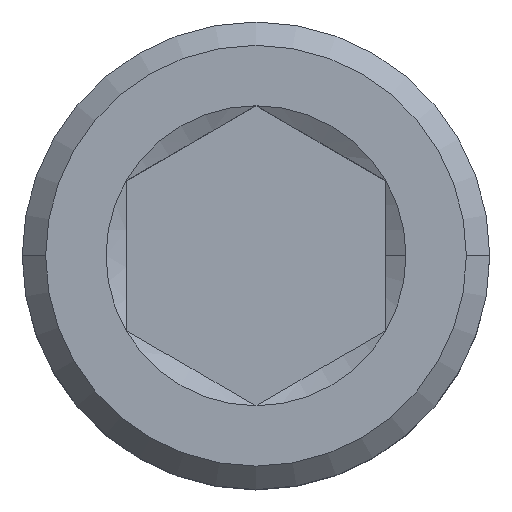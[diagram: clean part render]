
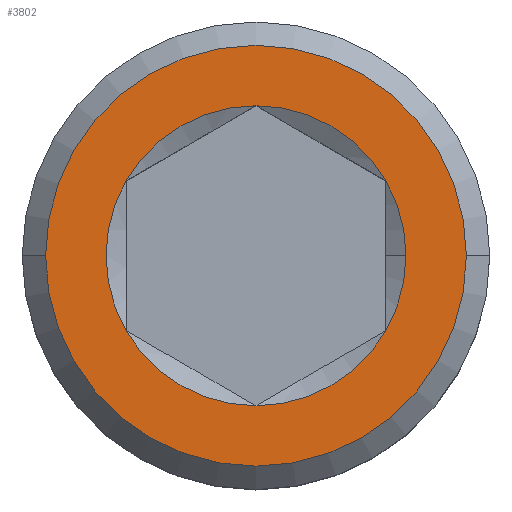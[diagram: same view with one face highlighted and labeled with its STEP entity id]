
A CAD part, top view. The second image highlights one B-rep face of the part: STEP entity #3802.
In plain terms, the highlighted planar face has unit normal (0, 0, 1).
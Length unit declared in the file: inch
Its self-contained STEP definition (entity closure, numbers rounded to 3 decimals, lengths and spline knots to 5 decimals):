
#16 = DIRECTION ( 'NONE',  ( 0., 0., 1. ) ) ;
#75 = CARTESIAN_POINT ( 'NONE',  ( 0.04511, 0., 0.293 ) ) ;
#177 = FACE_OUTER_BOUND ( 'NONE', #1696, .T. ) ;
#254 = CIRCLE ( 'NONE', #1229, 0.06328 ) ;
#355 = VERTEX_POINT ( 'NONE', #5842 ) ;
#456 = EDGE_CURVE ( 'NONE', #4487, #2907, #2863, .T. ) ;
#489 = ORIENTED_EDGE ( 'NONE', *, *, #2107, .F. ) ;
#599 = CARTESIAN_POINT ( 'NONE',  ( -0.06328, 0., 0.293 ) ) ;
#660 = EDGE_CURVE ( 'NONE', #6187, #2219, #5544, .T. ) ;
#663 = DIRECTION ( 'NONE',  ( 1., 0., 0. ) ) ;
#672 = CARTESIAN_POINT ( 'NONE',  ( 0., 0., 0.293 ) ) ;
#788 = CARTESIAN_POINT ( 'NONE',  ( 0.03906, -0.02255, 0.293 ) ) ;
#851 = DIRECTION ( 'NONE',  ( 0., 0., 1. ) ) ;
#858 = CARTESIAN_POINT ( 'NONE',  ( 0., 0., 0.293 ) ) ;
#984 = AXIS2_PLACEMENT_3D ( 'NONE', #5293, #2018, #5768 ) ;
#1031 = AXIS2_PLACEMENT_3D ( 'NONE', #5545, #4488, #2168 ) ;
#1108 = CARTESIAN_POINT ( 'NONE',  ( 0., 0., 0.293 ) ) ;
#1112 = ORIENTED_EDGE ( 'NONE', *, *, #3661, .F. ) ;
#1229 = AXIS2_PLACEMENT_3D ( 'NONE', #4492, #2154, #663 ) ;
#1344 = EDGE_CURVE ( 'NONE', #1557, #3683, #2109, .T. ) ;
#1364 = CARTESIAN_POINT ( 'NONE',  ( 0.06328, 0., 0.293 ) ) ;
#1396 = ORIENTED_EDGE ( 'NONE', *, *, #660, .F. ) ;
#1495 = DIRECTION ( 'NONE',  ( 0., 0., 1. ) ) ;
#1554 = DIRECTION ( 'NONE',  ( 1., 0., 0. ) ) ;
#1557 = VERTEX_POINT ( 'NONE', #5015 ) ;
#1606 = DIRECTION ( 'NONE',  ( 0., 0., 1. ) ) ;
#1676 = PLANE ( 'NONE',  #1031 ) ;
#1696 = EDGE_LOOP ( 'NONE', ( #6199, #3720 ) ) ;
#2018 = DIRECTION ( 'NONE',  ( 0., 0., 1. ) ) ;
#2107 = EDGE_CURVE ( 'NONE', #3683, #6187, #4197, .T. ) ;
#2109 = CIRCLE ( 'NONE', #3671, 0.04511 ) ;
#2110 = AXIS2_PLACEMENT_3D ( 'NONE', #2250, #851, #4216 ) ;
#2137 = VERTEX_POINT ( 'NONE', #3736 ) ;
#2143 = DIRECTION ( 'NONE',  ( 1., 0., 0. ) ) ;
#2154 = DIRECTION ( 'NONE',  ( 0., 0., 1. ) ) ;
#2168 = DIRECTION ( 'NONE',  ( 1., 0., 0. ) ) ;
#2180 = DIRECTION ( 'NONE',  ( 0., 0., 1. ) ) ;
#2219 = VERTEX_POINT ( 'NONE', #4264 ) ;
#2233 = DIRECTION ( 'NONE',  ( 0., 0., 1. ) ) ;
#2250 = CARTESIAN_POINT ( 'NONE',  ( 0., 0., 0.293 ) ) ;
#2348 = EDGE_CURVE ( 'NONE', #355, #4309, #2407, .T. ) ;
#2405 = CARTESIAN_POINT ( 'NONE',  ( 0., 0., 0.293 ) ) ;
#2407 = CIRCLE ( 'NONE', #3117, 0.04511 ) ;
#2589 = ORIENTED_EDGE ( 'NONE', *, *, #2348, .F. ) ;
#2613 = ORIENTED_EDGE ( 'NONE', *, *, #4188, .F. ) ;
#2638 = CIRCLE ( 'NONE', #4038, 0.04511 ) ;
#2863 = CIRCLE ( 'NONE', #2110, 0.06328 ) ;
#2907 = VERTEX_POINT ( 'NONE', #599 ) ;
#3013 = CIRCLE ( 'NONE', #3721, 0.04511 ) ;
#3114 = EDGE_CURVE ( 'NONE', #2219, #355, #2638, .T. ) ;
#3117 = AXIS2_PLACEMENT_3D ( 'NONE', #2405, #16, #4786 ) ;
#3469 = EDGE_CURVE ( 'NONE', #2907, #4487, #254, .T. ) ;
#3631 = EDGE_LOOP ( 'NONE', ( #4609, #1396, #489, #6180, #2613, #1112, #2589 ) ) ;
#3661 = EDGE_CURVE ( 'NONE', #4309, #2137, #3692, .T. ) ;
#3671 = AXIS2_PLACEMENT_3D ( 'NONE', #1108, #1606, #1554 ) ;
#3683 = VERTEX_POINT ( 'NONE', #788 ) ;
#3692 = CIRCLE ( 'NONE', #4246, 0.04511 ) ;
#3720 = ORIENTED_EDGE ( 'NONE', *, *, #456, .T. ) ;
#3721 = AXIS2_PLACEMENT_3D ( 'NONE', #672, #2180, #2143 ) ;
#3736 = CARTESIAN_POINT ( 'NONE',  ( -0.03906, -0.02255, 0.293 ) ) ;
#3742 = AXIS2_PLACEMENT_3D ( 'NONE', #4762, #5673, #6171 ) ;
#3802 = ADVANCED_FACE ( 'NONE', ( #177, #5109 ), #1676, .T. ) ;
#3879 = CARTESIAN_POINT ( 'NONE',  ( 0., 0., 0.293 ) ) ;
#4038 = AXIS2_PLACEMENT_3D ( 'NONE', #3879, #1495, #4826 ) ;
#4188 = EDGE_CURVE ( 'NONE', #2137, #1557, #3013, .T. ) ;
#4197 = CIRCLE ( 'NONE', #984, 0.04511 ) ;
#4216 = DIRECTION ( 'NONE',  ( 1., 0., 0. ) ) ;
#4246 = AXIS2_PLACEMENT_3D ( 'NONE', #858, #2233, #5598 ) ;
#4264 = CARTESIAN_POINT ( 'NONE',  ( 0.03906, 0.02255, 0.293 ) ) ;
#4309 = VERTEX_POINT ( 'NONE', #4526 ) ;
#4487 = VERTEX_POINT ( 'NONE', #1364 ) ;
#4488 = DIRECTION ( 'NONE',  ( 0., 0., 1. ) ) ;
#4492 = CARTESIAN_POINT ( 'NONE',  ( 0., 0., 0.293 ) ) ;
#4526 = CARTESIAN_POINT ( 'NONE',  ( -0.03906, 0.02255, 0.293 ) ) ;
#4609 = ORIENTED_EDGE ( 'NONE', *, *, #3114, .F. ) ;
#4762 = CARTESIAN_POINT ( 'NONE',  ( 0., 0., 0.293 ) ) ;
#4786 = DIRECTION ( 'NONE',  ( 1., 0., 0. ) ) ;
#4826 = DIRECTION ( 'NONE',  ( 1., 0., 0. ) ) ;
#5015 = CARTESIAN_POINT ( 'NONE',  ( 0., -0.04511, 0.293 ) ) ;
#5109 = FACE_BOUND ( 'NONE', #3631, .T. ) ;
#5293 = CARTESIAN_POINT ( 'NONE',  ( 0., 0., 0.293 ) ) ;
#5544 = CIRCLE ( 'NONE', #3742, 0.04511 ) ;
#5545 = CARTESIAN_POINT ( 'NONE',  ( 0., 0.07031, 0.293 ) ) ;
#5598 = DIRECTION ( 'NONE',  ( 1., 0., 0. ) ) ;
#5673 = DIRECTION ( 'NONE',  ( 0., 0., 1. ) ) ;
#5768 = DIRECTION ( 'NONE',  ( 1., 0., 0. ) ) ;
#5842 = CARTESIAN_POINT ( 'NONE',  ( 0., 0.04511, 0.293 ) ) ;
#6171 = DIRECTION ( 'NONE',  ( 1., 0., 0. ) ) ;
#6180 = ORIENTED_EDGE ( 'NONE', *, *, #1344, .F. ) ;
#6187 = VERTEX_POINT ( 'NONE', #75 ) ;
#6199 = ORIENTED_EDGE ( 'NONE', *, *, #3469, .T. ) ;
